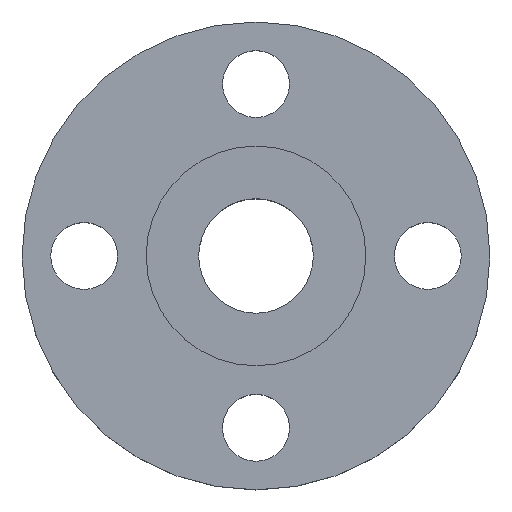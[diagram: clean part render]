
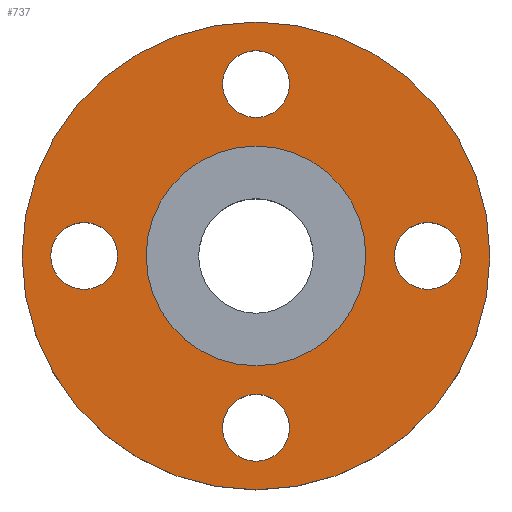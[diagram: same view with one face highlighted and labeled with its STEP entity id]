
A CAD part, top view. The second image highlights one B-rep face of the part: STEP entity #737.
In plain terms, the highlighted planar face has unit normal (0, 0, 1).
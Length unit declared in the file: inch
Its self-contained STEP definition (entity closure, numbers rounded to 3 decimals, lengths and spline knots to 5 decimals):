
#1 = EDGE_CURVE ( 'NONE', #47, #194, #346, .T. ) ;
#3 = VERTEX_POINT ( 'NONE', #11 ) ;
#8 = VERTEX_POINT ( 'NONE', #265 ) ;
#11 = CARTESIAN_POINT ( 'NONE',  ( -3.0625, 0., -0.25 ) ) ;
#12 = EDGE_LOOP ( 'NONE', ( #811, #251 ) ) ;
#16 = EDGE_LOOP ( 'NONE', ( #829, #416 ) ) ;
#22 = EDGE_CURVE ( 'NONE', #658, #288, #479, .T. ) ;
#37 = DIRECTION ( 'NONE',  ( 0., 0., 1. ) ) ;
#47 = VERTEX_POINT ( 'NONE', #483 ) ;
#52 = CIRCLE ( 'NONE', #540, 0.4375 ) ;
#60 = DIRECTION ( 'NONE',  ( 0., 0., 1. ) ) ;
#61 = CARTESIAN_POINT ( 'NONE',  ( 0., 0., -0.25 ) ) ;
#64 = CARTESIAN_POINT ( 'NONE',  ( 0., 2.25, -0.25 ) ) ;
#66 = DIRECTION ( 'NONE',  ( 1., 0., 0. ) ) ;
#79 = CARTESIAN_POINT ( 'NONE',  ( 1.4375, 0., -0.25 ) ) ;
#97 = EDGE_CURVE ( 'NONE', #383, #8, #118, .T. ) ;
#99 = FACE_BOUND ( 'NONE', #754, .T. ) ;
#118 = CIRCLE ( 'NONE', #732, 0.4375 ) ;
#120 = AXIS2_PLACEMENT_3D ( 'NONE', #769, #163, #439 ) ;
#122 = EDGE_CURVE ( 'NONE', #8, #383, #828, .T. ) ;
#142 = CARTESIAN_POINT ( 'NONE',  ( 2.25, 0., -0.25 ) ) ;
#153 = CARTESIAN_POINT ( 'NONE',  ( 2.25, 0., -0.25 ) ) ;
#163 = DIRECTION ( 'NONE',  ( 0., 0., 1. ) ) ;
#165 = EDGE_CURVE ( 'NONE', #512, #3, #202, .T. ) ;
#168 = DIRECTION ( 'NONE',  ( 0., 0., -1. ) ) ;
#179 = CARTESIAN_POINT ( 'NONE',  ( 0.4375, 2.25, -0.25 ) ) ;
#181 = EDGE_CURVE ( 'NONE', #648, #274, #52, .T. ) ;
#186 = ORIENTED_EDGE ( 'NONE', *, *, #807, .T. ) ;
#194 = VERTEX_POINT ( 'NONE', #79 ) ;
#196 = DIRECTION ( 'NONE',  ( 1., 0., 0. ) ) ;
#201 = ORIENTED_EDGE ( 'NONE', *, *, #122, .F. ) ;
#202 = CIRCLE ( 'NONE', #746, 3.0625 ) ;
#210 = VERTEX_POINT ( 'NONE', #532 ) ;
#212 = CARTESIAN_POINT ( 'NONE',  ( 0., 2.25, -0.25 ) ) ;
#227 = DIRECTION ( 'NONE',  ( 0., 0., 1. ) ) ;
#238 = DIRECTION ( 'NONE',  ( -1., 0., 0. ) ) ;
#246 = AXIS2_PLACEMENT_3D ( 'NONE', #340, #60, #522 ) ;
#248 = FACE_BOUND ( 'NONE', #705, .T. ) ;
#251 = ORIENTED_EDGE ( 'NONE', *, *, #753, .F. ) ;
#258 = AXIS2_PLACEMENT_3D ( 'NONE', #61, #529, #196 ) ;
#260 = DIRECTION ( 'NONE',  ( 0., -1., 0. ) ) ;
#264 = DIRECTION ( 'NONE',  ( -1., 0., 0. ) ) ;
#265 = CARTESIAN_POINT ( 'NONE',  ( 2.6875, 0., -0.25 ) ) ;
#267 = AXIS2_PLACEMENT_3D ( 'NONE', #418, #352, #734 ) ;
#269 = EDGE_CURVE ( 'NONE', #654, #210, #777, .T. ) ;
#274 = VERTEX_POINT ( 'NONE', #339 ) ;
#277 = DIRECTION ( 'NONE',  ( 0., 0., 1. ) ) ;
#283 = CARTESIAN_POINT ( 'NONE',  ( 3.0625, 0., -0.25 ) ) ;
#288 = VERTEX_POINT ( 'NONE', #500 ) ;
#305 = AXIS2_PLACEMENT_3D ( 'NONE', #772, #168, #238 ) ;
#317 = EDGE_CURVE ( 'NONE', #274, #648, #735, .T. ) ;
#330 = DIRECTION ( 'NONE',  ( 0., 0., 1. ) ) ;
#331 = CARTESIAN_POINT ( 'NONE',  ( 1.8125, 0., -0.25 ) ) ;
#339 = CARTESIAN_POINT ( 'NONE',  ( 0.4375, -2.25, -0.25 ) ) ;
#340 = CARTESIAN_POINT ( 'NONE',  ( 0., 0., -0.25 ) ) ;
#346 = CIRCLE ( 'NONE', #267, 1.4375 ) ;
#347 = EDGE_LOOP ( 'NONE', ( #792, #386 ) ) ;
#352 = DIRECTION ( 'NONE',  ( 0., 0., 1. ) ) ;
#361 = AXIS2_PLACEMENT_3D ( 'NONE', #212, #277, #477 ) ;
#366 = EDGE_CURVE ( 'NONE', #194, #47, #572, .T. ) ;
#375 = CARTESIAN_POINT ( 'NONE',  ( -0.4375, -2.25, -0.25 ) ) ;
#377 = CARTESIAN_POINT ( 'NONE',  ( 0., -2.25, -0.25 ) ) ;
#383 = VERTEX_POINT ( 'NONE', #331 ) ;
#386 = ORIENTED_EDGE ( 'NONE', *, *, #181, .F. ) ;
#404 = AXIS2_PLACEMENT_3D ( 'NONE', #860, #669, #66 ) ;
#416 = ORIENTED_EDGE ( 'NONE', *, *, #733, .F. ) ;
#417 = DIRECTION ( 'NONE',  ( 0., 0., 1. ) ) ;
#418 = CARTESIAN_POINT ( 'NONE',  ( 0., 0., -0.25 ) ) ;
#425 = DIRECTION ( 'NONE',  ( -1., 0., 0. ) ) ;
#427 = DIRECTION ( 'NONE',  ( 0., 0., 1. ) ) ;
#428 = EDGE_LOOP ( 'NONE', ( #515, #186 ) ) ;
#439 = DIRECTION ( 'NONE',  ( 1., 0., 0. ) ) ;
#444 = ORIENTED_EDGE ( 'NONE', *, *, #366, .F. ) ;
#477 = DIRECTION ( 'NONE',  ( 0., -1., 0. ) ) ;
#479 = CIRCLE ( 'NONE', #361, 0.4375 ) ;
#483 = CARTESIAN_POINT ( 'NONE',  ( -1.4375, 0., -0.25 ) ) ;
#493 = CIRCLE ( 'NONE', #120, 0.4375 ) ;
#499 = FACE_BOUND ( 'NONE', #16, .T. ) ;
#500 = CARTESIAN_POINT ( 'NONE',  ( -0.4375, 2.25, -0.25 ) ) ;
#512 = VERTEX_POINT ( 'NONE', #283 ) ;
#515 = ORIENTED_EDGE ( 'NONE', *, *, #165, .T. ) ;
#522 = DIRECTION ( 'NONE',  ( 1., 0., 0. ) ) ;
#529 = DIRECTION ( 'NONE',  ( 0., 0., 1. ) ) ;
#532 = CARTESIAN_POINT ( 'NONE',  ( -2.6875, 0., -0.25 ) ) ;
#540 = AXIS2_PLACEMENT_3D ( 'NONE', #566, #37, #755 ) ;
#547 = DIRECTION ( 'NONE',  ( 1., 0., 0. ) ) ;
#566 = CARTESIAN_POINT ( 'NONE',  ( 0., -2.25, -0.25 ) ) ;
#572 = CIRCLE ( 'NONE', #258, 1.4375 ) ;
#619 = ORIENTED_EDGE ( 'NONE', *, *, #1, .F. ) ;
#628 = CIRCLE ( 'NONE', #246, 3.0625 ) ;
#637 = FACE_BOUND ( 'NONE', #347, .T. ) ;
#645 = FACE_BOUND ( 'NONE', #12, .T. ) ;
#648 = VERTEX_POINT ( 'NONE', #375 ) ;
#651 = ORIENTED_EDGE ( 'NONE', *, *, #97, .F. ) ;
#654 = VERTEX_POINT ( 'NONE', #781 ) ;
#655 = AXIS2_PLACEMENT_3D ( 'NONE', #377, #227, #770 ) ;
#657 = CIRCLE ( 'NONE', #748, 0.4375 ) ;
#658 = VERTEX_POINT ( 'NONE', #179 ) ;
#669 = DIRECTION ( 'NONE',  ( 0., 0., 1. ) ) ;
#677 = DIRECTION ( 'NONE',  ( 0., 0., 1. ) ) ;
#705 = EDGE_LOOP ( 'NONE', ( #444, #619 ) ) ;
#711 = PLANE ( 'NONE',  #305 ) ;
#732 = AXIS2_PLACEMENT_3D ( 'NONE', #142, #417, #425 ) ;
#733 = EDGE_CURVE ( 'NONE', #210, #654, #493, .T. ) ;
#734 = DIRECTION ( 'NONE',  ( 1., 0., 0. ) ) ;
#735 = CIRCLE ( 'NONE', #655, 0.4375 ) ;
#737 = ADVANCED_FACE ( 'NONE', ( #645, #99, #637, #499, #248, #836 ), #711, .F. ) ;
#746 = AXIS2_PLACEMENT_3D ( 'NONE', #799, #677, #547 ) ;
#748 = AXIS2_PLACEMENT_3D ( 'NONE', #64, #330, #260 ) ;
#753 = EDGE_CURVE ( 'NONE', #288, #658, #657, .T. ) ;
#754 = EDGE_LOOP ( 'NONE', ( #201, #651 ) ) ;
#755 = DIRECTION ( 'NONE',  ( 0., 1., 0. ) ) ;
#769 = CARTESIAN_POINT ( 'NONE',  ( -2.25, 0., -0.25 ) ) ;
#770 = DIRECTION ( 'NONE',  ( 0., 1., 0. ) ) ;
#772 = CARTESIAN_POINT ( 'NONE',  ( 0., 1.4375, -0.25 ) ) ;
#777 = CIRCLE ( 'NONE', #404, 0.4375 ) ;
#781 = CARTESIAN_POINT ( 'NONE',  ( -1.8125, 0., -0.25 ) ) ;
#791 = AXIS2_PLACEMENT_3D ( 'NONE', #153, #427, #264 ) ;
#792 = ORIENTED_EDGE ( 'NONE', *, *, #317, .F. ) ;
#799 = CARTESIAN_POINT ( 'NONE',  ( 0., 0., -0.25 ) ) ;
#807 = EDGE_CURVE ( 'NONE', #3, #512, #628, .T. ) ;
#811 = ORIENTED_EDGE ( 'NONE', *, *, #22, .F. ) ;
#828 = CIRCLE ( 'NONE', #791, 0.4375 ) ;
#829 = ORIENTED_EDGE ( 'NONE', *, *, #269, .F. ) ;
#836 = FACE_OUTER_BOUND ( 'NONE', #428, .T. ) ;
#860 = CARTESIAN_POINT ( 'NONE',  ( -2.25, 0., -0.25 ) ) ;
